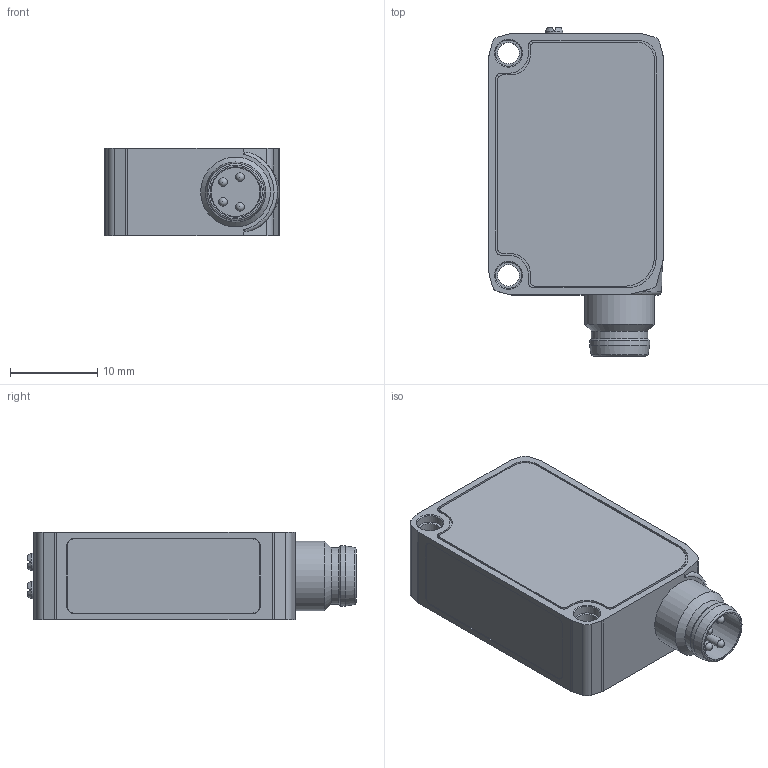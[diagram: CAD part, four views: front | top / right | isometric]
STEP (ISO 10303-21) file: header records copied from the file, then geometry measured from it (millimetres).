
FILE_DESCRIPTION(('FreeCAD Model'),'2;1');
FILE_NAME('H30-TRX-30000X-M8-4QD.stp','2021-12-16T14:03:30',('Author') ,(''),'Open CASCADE STEP processor 7.3','FreeCAD','Unknown');
FILE_SCHEMA(('AUTOMOTIVE_DESIGN { 1 0 10303 214 1 1 1 1 }'));
Length unit declared in the file: millimetre
Products named in the file (1): H30-TRX-30000X-M8-4QD
Bounding box: 20 x 37.65 x 10 mm (x, y, z)
Volume: 5994.7 mm3; surface area: 2720 mm2
Topology: 1 solids, 1 shells, 170 faces, 434 edges, 281 vertices
Faces by surface type: plane 89, cylinder 64, cone 10, sphere 4, torus 3
Full cylindrical faces by diameter (mm): 1 x4, 2 x2, 2.459 x2, 3 x4, 5.8 x1, 6.5 x1, 6.9 x1, 8 x1
Entity records: 11651 total; most frequent: CARTESIAN_POINT 2826, DIRECTION 1710, LINE 904, VECTOR 904, ORIENTED_EDGE 860, PCURVE 860, DEFINITIONAL_REPRESENTATION 860, EDGE_CURVE 430
